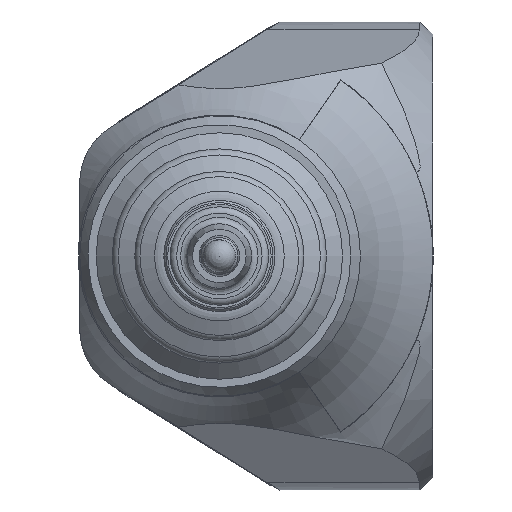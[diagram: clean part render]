
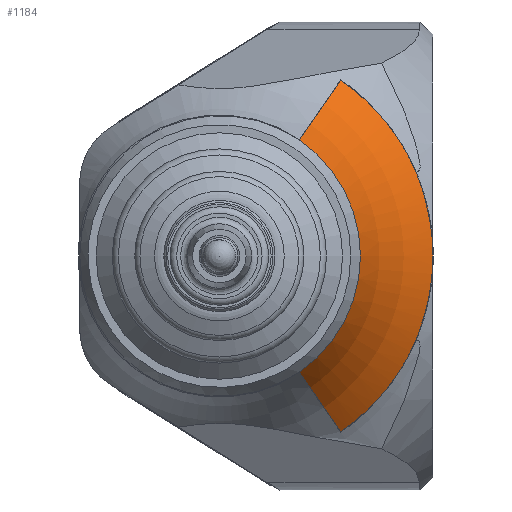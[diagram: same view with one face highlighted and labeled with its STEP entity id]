
A CAD part, front view. The second image highlights one B-rep face of the part: STEP entity #1184.
In plain terms, the highlighted toroidal (fillet/blend) face has major radius 56.673 mm and minor radius 42 mm.
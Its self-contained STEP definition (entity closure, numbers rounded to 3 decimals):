
#188=TOROIDAL_SURFACE('',#1338,56.673,42.);
#231=CIRCLE('',#1279,17.183);
#253=CIRCLE('',#1339,26.041);
#254=CIRCLE('',#1340,42.);
#255=CIRCLE('',#1341,42.);
#547=ORIENTED_EDGE('',*,*,#716,.F.);
#548=ORIENTED_EDGE('',*,*,#717,.F.);
#549=ORIENTED_EDGE('',*,*,#644,.T.);
#550=ORIENTED_EDGE('',*,*,#718,.T.);
#644=EDGE_CURVE('',#740,#741,#231,.T.);
#716=EDGE_CURVE('',#832,#833,#253,.T.);
#717=EDGE_CURVE('',#740,#832,#254,.T.);
#718=EDGE_CURVE('',#741,#833,#255,.T.);
#740=VERTEX_POINT('',#1856);
#741=VERTEX_POINT('',#1857);
#832=VERTEX_POINT('',#2347);
#833=VERTEX_POINT('',#2348);
#981=EDGE_LOOP('',(#547,#548,#549,#550));
#1095=FACE_BOUND('',#981,.T.);
#1184=ADVANCED_FACE('',(#1095),#188,.F.);
#1279=AXIS2_PLACEMENT_3D('',#2058,#1511,#1512);
#1338=AXIS2_PLACEMENT_3D('',#2345,#1668,#1669);
#1339=AXIS2_PLACEMENT_3D('',#2346,#1670,#1671);
#1340=AXIS2_PLACEMENT_3D('',#2349,#1672,#1673);
#1341=AXIS2_PLACEMENT_3D('',#2350,#1674,#1675);
#1511=DIRECTION('',(0.,1.,0.));
#1512=DIRECTION('',(-1.,0.,0.));
#1668=DIRECTION('',(0.,1.,0.));
#1669=DIRECTION('',(-1.,0.,0.));
#1670=DIRECTION('',(0.,1.,0.));
#1671=DIRECTION('',(-1.,0.,0.));
#1672=DIRECTION('',(0.823,0.,-0.568));
#1673=DIRECTION('',(0.568,0.,0.823));
#1674=DIRECTION('',(-0.823,0.,-0.568));
#1675=DIRECTION('',(0.568,0.,-0.823));
#1856=CARTESIAN_POINT('',(9.752,5.049,14.148));
#1857=CARTESIAN_POINT('',(9.752,5.049,-14.148));
#2058=CARTESIAN_POINT('',(0.,5.049,0.));
#2345=CARTESIAN_POINT('',(0.,-9.253,0.));
#2346=CARTESIAN_POINT('',(0.,19.481,0.));
#2347=CARTESIAN_POINT('',(14.779,19.481,21.441));
#2348=CARTESIAN_POINT('',(14.779,19.481,-21.441));
#2349=CARTESIAN_POINT('',(32.164,-9.253,46.661));
#2350=CARTESIAN_POINT('',(32.164,-9.253,-46.661));
